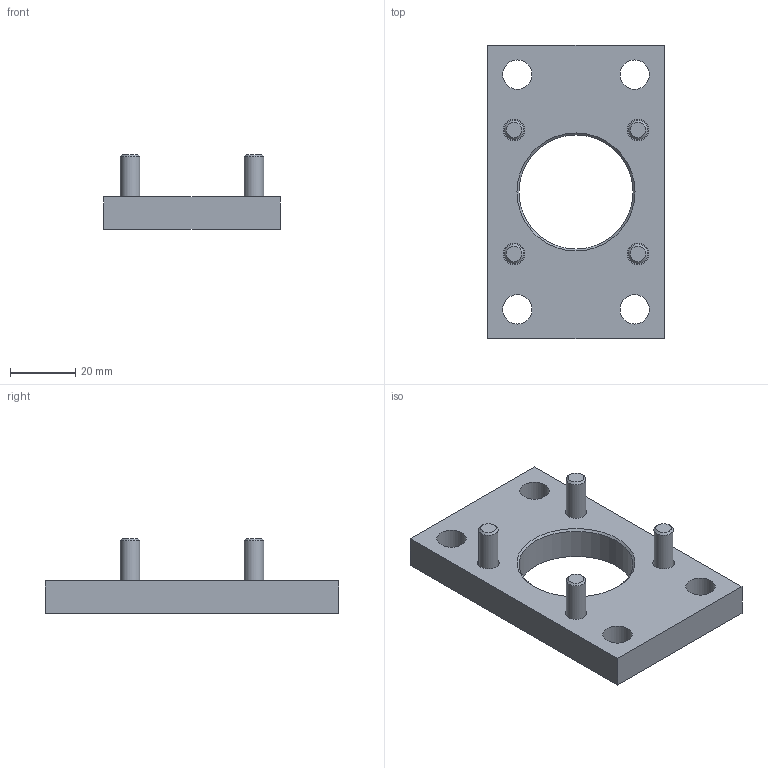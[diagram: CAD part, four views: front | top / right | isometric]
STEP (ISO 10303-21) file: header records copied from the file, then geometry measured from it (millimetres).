
FILE_DESCRIPTION(/* description */ ('STEP AP214'),/* implementation_level */ '2;1');
FILE_NAME(/* name */ '161847_CRFNG-40',/* time_stamp */ '2024-08-08T18:01:08+02:00',/* author */ ('License CC BY-ND 4.0'),/* organization */ ('CADENAS'),/* preprocessor_version */ 'ST-DEVELOPER v19.3',/* originating_system */ 'PARTsolutions',/* authorisation */ ' ');
FILE_SCHEMA (('AUTOMOTIVE_DESIGN {1 0 10303 214 3 1 1}'));
Length unit declared in the file: millimetre
Products named in the file (3): 161847 CRFNG-40; 161847 CRFNG-40---(F); DIN-6912 - M6x18(F)
Assembly tree (5 placements, depth 2):
  161847 CRFNG-40
    161847 CRFNG-40---(F)
    DIN-6912 - M6x18(F)  x4
Bounding box: 54 x 90 x 23 mm (x, y, z)
Volume: 36768 mm3; surface area: 15847.8 mm2
Topology: 5 solids, 5 shells, 140 faces, 273 edges, 151 vertices
Faces by surface type: plane 70, cone 37, cylinder 25, torus 8
Full cylindrical faces by diameter (mm): 3 x4, 6 x4, 6.6 x4, 9 x4, 10 x4, 11 x4, 35 x1
Entity records: 1402 total; most frequent: DIRECTION 244, CARTESIAN_POINT 230, ORIENTED_EDGE 168, AXIS2_PLACEMENT_3D 107, FACE_BOUND 99, EDGE_LOOP 98, EDGE_CURVE 84, VERTEX_POINT 63
